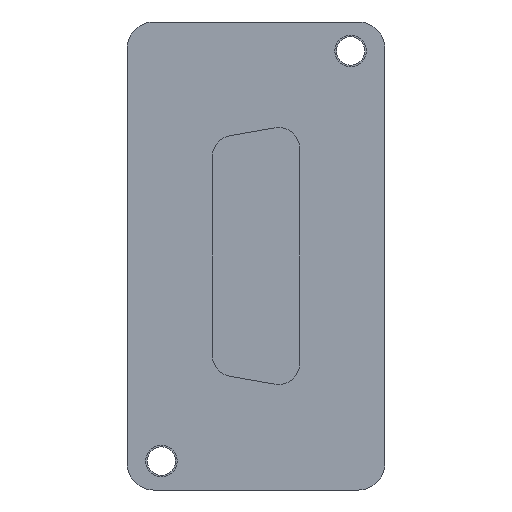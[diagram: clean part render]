
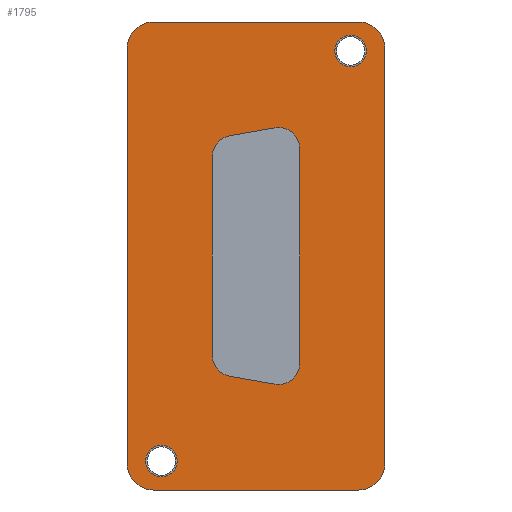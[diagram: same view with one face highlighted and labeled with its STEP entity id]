
A CAD part, front view. The second image highlights one B-rep face of the part: STEP entity #1795.
In plain terms, the highlighted planar face has unit normal (0, -1, 0).
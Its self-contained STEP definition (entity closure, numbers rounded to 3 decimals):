
#137=LINE('',#2776,#315);
#140=LINE('',#2784,#318);
#145=LINE('',#2796,#323);
#150=LINE('',#2810,#328);
#158=LINE('',#2827,#336);
#159=LINE('',#2832,#337);
#160=LINE('',#2836,#338);
#161=LINE('',#2840,#339);
#315=VECTOR('',#2211,1000.);
#318=VECTOR('',#2220,1000.);
#323=VECTOR('',#2231,1000.);
#328=VECTOR('',#2244,1000.);
#336=VECTOR('',#2260,1000.);
#337=VECTOR('',#2263,1000.);
#338=VECTOR('',#2266,1000.);
#339=VECTOR('',#2269,1000.);
#574=ORIENTED_EDGE('',*,*,#1062,.T.);
#575=ORIENTED_EDGE('',*,*,#1063,.T.);
#576=ORIENTED_EDGE('',*,*,#1064,.T.);
#577=ORIENTED_EDGE('',*,*,#1065,.T.);
#578=ORIENTED_EDGE('',*,*,#1066,.T.);
#579=ORIENTED_EDGE('',*,*,#1067,.T.);
#580=ORIENTED_EDGE('',*,*,#1068,.T.);
#581=ORIENTED_EDGE('',*,*,#1069,.T.);
#582=ORIENTED_EDGE('',*,*,#1070,.T.);
#583=ORIENTED_EDGE('',*,*,#1071,.T.);
#584=ORIENTED_EDGE('',*,*,#1036,.F.);
#585=ORIENTED_EDGE('',*,*,#1056,.F.);
#586=ORIENTED_EDGE('',*,*,#1053,.F.);
#587=ORIENTED_EDGE('',*,*,#1050,.F.);
#588=ORIENTED_EDGE('',*,*,#1046,.F.);
#589=ORIENTED_EDGE('',*,*,#1042,.F.);
#590=ORIENTED_EDGE('',*,*,#1040,.F.);
#591=ORIENTED_EDGE('',*,*,#1038,.F.);
#1036=EDGE_CURVE('',#1282,#1283,#137,.T.);
#1038=EDGE_CURVE('',#1283,#1284,#1394,.T.);
#1040=EDGE_CURVE('',#1284,#1285,#140,.T.);
#1042=EDGE_CURVE('',#1285,#1286,#1395,.T.);
#1046=EDGE_CURVE('',#1286,#1289,#145,.T.);
#1050=EDGE_CURVE('',#1289,#1292,#1396,.T.);
#1053=EDGE_CURVE('',#1292,#1294,#150,.T.);
#1056=EDGE_CURVE('',#1294,#1282,#1398,.T.);
#1062=EDGE_CURVE('',#1299,#1300,#158,.T.);
#1063=EDGE_CURVE('',#1300,#1301,#1399,.T.);
#1064=EDGE_CURVE('',#1301,#1302,#159,.T.);
#1065=EDGE_CURVE('',#1302,#1303,#1400,.T.);
#1066=EDGE_CURVE('',#1303,#1304,#160,.T.);
#1067=EDGE_CURVE('',#1304,#1305,#1401,.T.);
#1068=EDGE_CURVE('',#1305,#1306,#161,.T.);
#1069=EDGE_CURVE('',#1306,#1299,#1402,.T.);
#1070=EDGE_CURVE('',#1307,#1307,#1403,.T.);
#1071=EDGE_CURVE('',#1308,#1308,#1404,.T.);
#1282=VERTEX_POINT('',#2775);
#1283=VERTEX_POINT('',#2777);
#1284=VERTEX_POINT('',#2781);
#1285=VERTEX_POINT('',#2785);
#1286=VERTEX_POINT('',#2789);
#1289=VERTEX_POINT('',#2797);
#1292=VERTEX_POINT('',#2805);
#1294=VERTEX_POINT('',#2811);
#1299=VERTEX_POINT('',#2828);
#1300=VERTEX_POINT('',#2829);
#1301=VERTEX_POINT('',#2831);
#1302=VERTEX_POINT('',#2833);
#1303=VERTEX_POINT('',#2835);
#1304=VERTEX_POINT('',#2837);
#1305=VERTEX_POINT('',#2839);
#1306=VERTEX_POINT('',#2841);
#1307=VERTEX_POINT('',#2844);
#1308=VERTEX_POINT('',#2846);
#1394=CIRCLE('',#1930,2.5);
#1395=CIRCLE('',#1933,2.5);
#1396=CIRCLE('',#1936,2.5);
#1398=CIRCLE('',#1940,2.5);
#1399=CIRCLE('',#1943,2.);
#1400=CIRCLE('',#1944,2.);
#1401=CIRCLE('',#1945,2.);
#1402=CIRCLE('',#1946,2.);
#1403=CIRCLE('',#1947,1.5);
#1404=CIRCLE('',#1948,1.5);
#1464=EDGE_LOOP('',(#574,#575,#576,#577,#578,#579,#580,#581));
#1465=EDGE_LOOP('',(#582));
#1466=EDGE_LOOP('',(#583));
#1467=EDGE_LOOP('',(#584,#585,#586,#587,#588,#589,#590,#591));
#1590=FACE_BOUND('',#1464,.T.);
#1591=FACE_BOUND('',#1465,.T.);
#1592=FACE_BOUND('',#1466,.T.);
#1593=FACE_BOUND('',#1467,.T.);
#1710=PLANE('',#1942);
#1795=ADVANCED_FACE('',(#1590,#1591,#1592,#1593),#1710,.F.);
#1930=AXIS2_PLACEMENT_3D('',#2780,#2215,#2216);
#1933=AXIS2_PLACEMENT_3D('',#2788,#2224,#2225);
#1936=AXIS2_PLACEMENT_3D('',#2804,#2237,#2238);
#1940=AXIS2_PLACEMENT_3D('',#2815,#2249,#2250);
#1942=AXIS2_PLACEMENT_3D('',#2826,#2258,#2259);
#1943=AXIS2_PLACEMENT_3D('',#2830,#2261,#2262);
#1944=AXIS2_PLACEMENT_3D('',#2834,#2264,#2265);
#1945=AXIS2_PLACEMENT_3D('',#2838,#2267,#2268);
#1946=AXIS2_PLACEMENT_3D('',#2842,#2270,#2271);
#1947=AXIS2_PLACEMENT_3D('',#2843,#2272,#2273);
#1948=AXIS2_PLACEMENT_3D('',#2845,#2274,#2275);
#2211=DIRECTION('',(0.,0.,1.));
#2215=DIRECTION('',(0.,1.,0.));
#2216=DIRECTION('',(1.,0.,0.));
#2220=DIRECTION('',(1.,0.,0.));
#2224=DIRECTION('',(0.,1.,0.));
#2225=DIRECTION('',(1.,0.,0.));
#2231=DIRECTION('',(0.,0.,-1.));
#2237=DIRECTION('',(0.,1.,0.));
#2238=DIRECTION('',(1.,0.,0.));
#2244=DIRECTION('',(-1.,0.,0.));
#2249=DIRECTION('',(0.,1.,0.));
#2250=DIRECTION('',(1.,0.,0.));
#2258=DIRECTION('',(0.,1.,0.));
#2259=DIRECTION('',(0.,0.,1.));
#2260=DIRECTION('',(-0.985,0.,0.174));
#2261=DIRECTION('',(0.,1.,0.));
#2262=DIRECTION('',(1.,0.,0.));
#2263=DIRECTION('',(0.,0.,1.));
#2264=DIRECTION('',(0.,1.,0.));
#2265=DIRECTION('',(1.,0.,0.));
#2266=DIRECTION('',(0.985,0.,0.174));
#2267=DIRECTION('',(0.,1.,0.));
#2268=DIRECTION('',(1.,0.,0.));
#2269=DIRECTION('',(0.,0.,-1.));
#2270=DIRECTION('',(0.,1.,0.));
#2271=DIRECTION('',(1.,0.,0.));
#2272=DIRECTION('',(0.,1.,0.));
#2273=DIRECTION('',(1.,0.,0.));
#2274=DIRECTION('',(0.,1.,0.));
#2275=DIRECTION('',(1.,0.,0.));
#2775=CARTESIAN_POINT('',(-12.25,0.,-19.75));
#2776=CARTESIAN_POINT('',(-12.25,0.,-19.75));
#2777=CARTESIAN_POINT('',(-12.25,0.,19.75));
#2780=CARTESIAN_POINT('',(-9.75,0.,19.75));
#2781=CARTESIAN_POINT('',(-9.75,0.,22.25));
#2784=CARTESIAN_POINT('',(-9.75,0.,22.25));
#2785=CARTESIAN_POINT('',(9.75,0.,22.25));
#2788=CARTESIAN_POINT('',(9.75,0.,19.75));
#2789=CARTESIAN_POINT('',(12.25,0.,19.75));
#2796=CARTESIAN_POINT('',(12.25,0.,19.75));
#2797=CARTESIAN_POINT('',(12.25,0.,-19.75));
#2804=CARTESIAN_POINT('',(9.75,0.,-19.75));
#2805=CARTESIAN_POINT('',(9.75,0.,-22.25));
#2810=CARTESIAN_POINT('',(9.75,0.,-22.25));
#2811=CARTESIAN_POINT('',(-9.75,0.,-22.25));
#2815=CARTESIAN_POINT('',(-9.75,0.,-19.75));
#2826=CARTESIAN_POINT('',(-9.75,0.,19.75));
#2827=CARTESIAN_POINT('',(1.803,0.,-12.186));
#2828=CARTESIAN_POINT('',(1.803,0.,-12.186));
#2829=CARTESIAN_POINT('',(-2.497,0.,-11.428));
#2830=CARTESIAN_POINT('',(-2.15,0.,-9.458));
#2831=CARTESIAN_POINT('',(-4.15,0.,-9.458));
#2832=CARTESIAN_POINT('',(-4.15,0.,-9.458));
#2833=CARTESIAN_POINT('',(-4.15,0.,9.458));
#2834=CARTESIAN_POINT('',(-2.15,0.,9.458));
#2835=CARTESIAN_POINT('',(-2.497,0.,11.428));
#2836=CARTESIAN_POINT('',(-2.497,0.,11.428));
#2837=CARTESIAN_POINT('',(1.803,0.,12.186));
#2838=CARTESIAN_POINT('',(2.15,0.,10.216));
#2839=CARTESIAN_POINT('',(4.15,0.,10.216));
#2840=CARTESIAN_POINT('',(4.15,0.,10.216));
#2841=CARTESIAN_POINT('',(4.15,0.,-10.216));
#2842=CARTESIAN_POINT('',(2.15,0.,-10.216));
#2843=CARTESIAN_POINT('',(-9.,0.,-19.5));
#2844=CARTESIAN_POINT('',(-7.5,0.,-19.5));
#2845=CARTESIAN_POINT('',(9.,0.,19.5));
#2846=CARTESIAN_POINT('',(10.5,0.,19.5));
